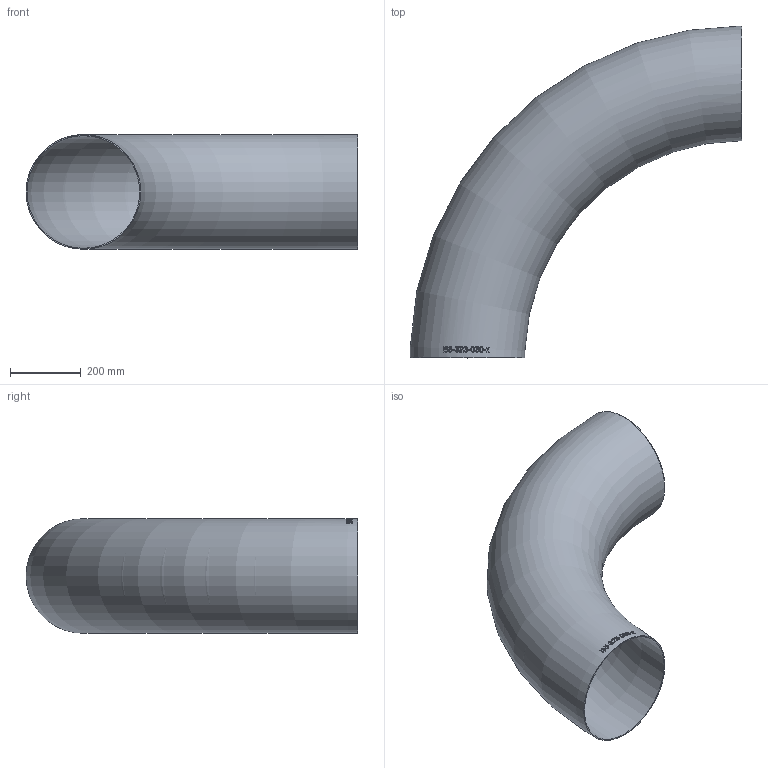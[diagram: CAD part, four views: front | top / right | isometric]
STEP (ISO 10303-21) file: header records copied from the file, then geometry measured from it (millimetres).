
FILE_DESCRIPTION (( 'STEP AP214' ), '1' );
FILE_NAME ('B5-323-030-x Bogen 2004.STEP', '2020-04-04T13:27:20', ( '' ), ( '' ), 'SwSTEP 2.0', 'SolidWorks 2019', '' );
FILE_SCHEMA (( 'AUTOMOTIVE_DESIGN' ));
Length unit declared in the file: millimetre
Products named in the file (1): B5-323-030-x Bogen 2004
Bounding box: 936.95 x 936.95 x 323.9 mm (x, y, z)
Volume: 3681802.8 mm3; surface area: 2460623.4 mm2
Topology: 1 solids, 1 shells, 166 faces, 448 edges, 299 vertices
Faces by surface type: bspline 146, torus 18, plane 2
Entity records: 36969 total; most frequent: CARTESIAN_POINT 32350, ORIENTED_EDGE 884, EDGE_CURVE 442, B_SPLINE_CURVE_WITH_KNOTS 438, VERTEX_POINT 296, EDGE_LOOP 186, FACE_OUTER_BOUND 168, ADVANCED_FACE 166
